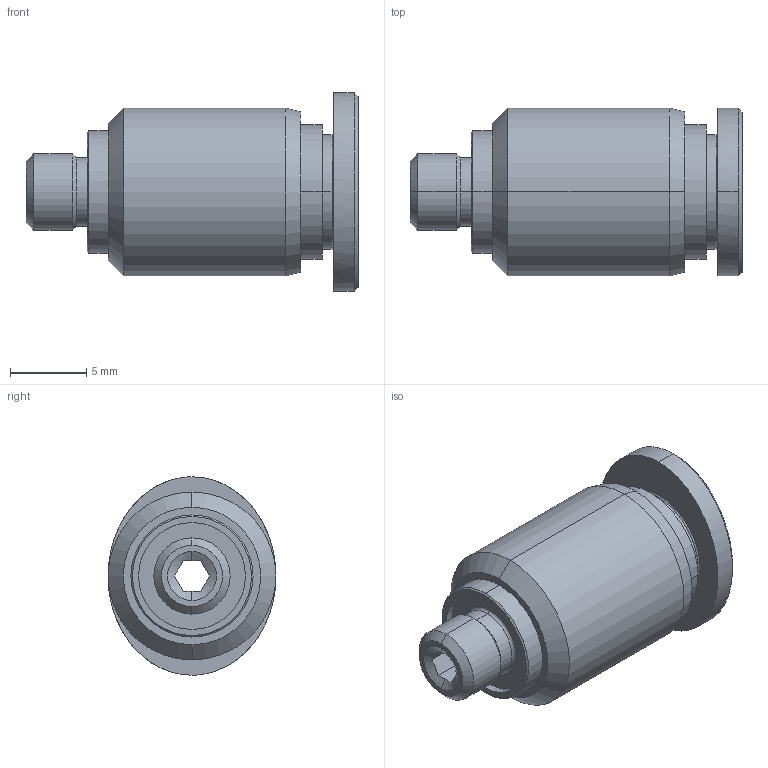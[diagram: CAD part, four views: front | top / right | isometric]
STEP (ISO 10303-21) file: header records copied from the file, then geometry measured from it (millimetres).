
FILE_DESCRIPTION((''),'2;1');
FILE_NAME('GPOC 06M5(3D).stp','2012-12-26T18:11:31',(''),(''),'Mechanical Desktop.R8.0.24.0','Mechanical Desktop.R8.0.24.0',', , ');
FILE_SCHEMA(('CONFIG_CONTROL_DESIGN'));
Length unit declared in the file: millimetre
Products named in the file (2): GPOC 06M5(3D); ºÎÇ°1
Assembly tree (1 placements, depth 2):
  GPOC 06M5(3D)
    ºÎÇ°1
Bounding box: 21.75 x 11 x 13 mm (x, y, z)
Volume: 1115.9 mm3; surface area: 1295.8 mm2
Topology: 1 solids, 1 shells, 252 faces, 682 edges, 449 vertices
Faces by surface type: plane 179, bspline 32, cylinder 27, cone 14
Entity records: 8822 total; most frequent: CARTESIAN_POINT 2410, ORIENTED_EDGE 1364, DIRECTION 1231, EDGE_CURVE 682, VECTOR 543, LINE 543, VERTEX_POINT 449, AXIS2_PLACEMENT_3D 344
